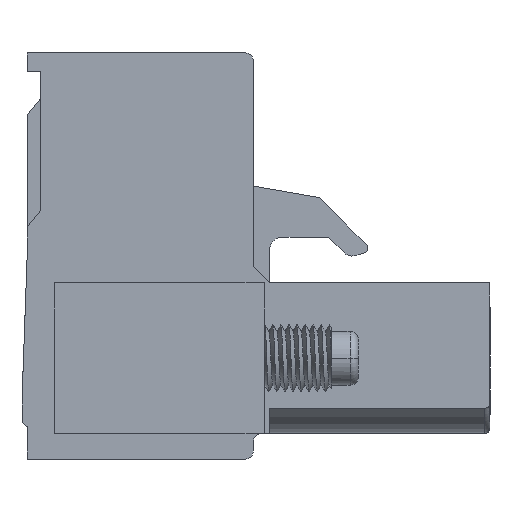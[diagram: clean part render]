
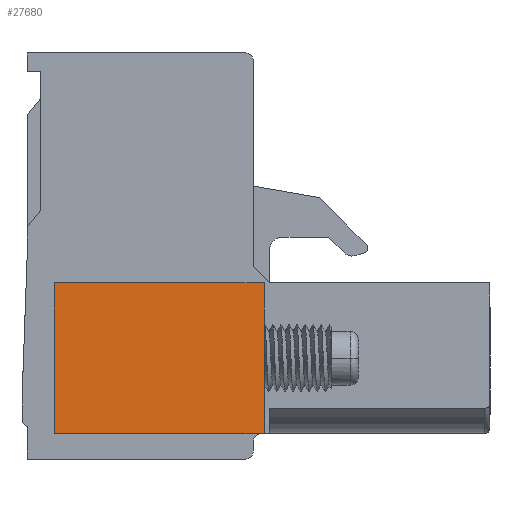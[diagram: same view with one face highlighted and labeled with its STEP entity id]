
A CAD part, left-side view. The second image highlights one B-rep face of the part: STEP entity #27680.
In plain terms, the highlighted planar face has unit normal (-1, 0, 0).
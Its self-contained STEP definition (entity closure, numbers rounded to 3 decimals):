
#262 = CARTESIAN_POINT ( 'NONE',  ( -5., 8.4, 0.95 ) ) ;
#1044 = CARTESIAN_POINT ( 'NONE',  ( -5., 16.2, 6.55 ) ) ;
#1137 = DIRECTION ( 'NONE',  ( 0., -1., 0. ) ) ;
#1432 = ORIENTED_EDGE ( 'NONE', *, *, #25810, .F. ) ;
#5366 = VECTOR ( 'NONE', #16748, 1000. ) ;
#8065 = VERTEX_POINT ( 'NONE', #17458 ) ;
#8193 = ORIENTED_EDGE ( 'NONE', *, *, #17896, .F. ) ;
#8564 = PLANE ( 'NONE',  #14344 ) ;
#8799 = CARTESIAN_POINT ( 'NONE',  ( -5., 16.2, 0.95 ) ) ;
#9918 = EDGE_CURVE ( 'NONE', #42706, #8065, #11086, .T. ) ;
#10144 = DIRECTION ( 'NONE',  ( 0., 0., 1. ) ) ;
#11028 = CARTESIAN_POINT ( 'NONE',  ( -5., 16.2, 0.95 ) ) ;
#11086 = LINE ( 'NONE', #21504, #31870 ) ;
#11351 = ORIENTED_EDGE ( 'NONE', *, *, #9918, .T. ) ;
#14344 = AXIS2_PLACEMENT_3D ( 'NONE', #8799, #30088, #30316 ) ;
#14672 = EDGE_CURVE ( 'NONE', #23862, #42706, #26446, .T. ) ;
#15285 = LINE ( 'NONE', #1044, #23292 ) ;
#16748 = DIRECTION ( 'NONE',  ( 0., 0., 1. ) ) ;
#17458 = CARTESIAN_POINT ( 'NONE',  ( -5., 8.4, 6.55 ) ) ;
#17896 = EDGE_CURVE ( 'NONE', #28795, #8065, #15285, .T. ) ;
#18172 = CARTESIAN_POINT ( 'NONE',  ( -5., 16.2, 6.55 ) ) ;
#19674 = FACE_OUTER_BOUND ( 'NONE', #20897, .T. ) ;
#20897 = EDGE_LOOP ( 'NONE', ( #11351, #8193, #1432, #27374 ) ) ;
#21504 = CARTESIAN_POINT ( 'NONE',  ( -5., 8.4, 0.95 ) ) ;
#23292 = VECTOR ( 'NONE', #39587, 1000. ) ;
#23862 = VERTEX_POINT ( 'NONE', #27884 ) ;
#25810 = EDGE_CURVE ( 'NONE', #23862, #28795, #31802, .T. ) ;
#26446 = LINE ( 'NONE', #11028, #28446 ) ;
#27374 = ORIENTED_EDGE ( 'NONE', *, *, #14672, .T. ) ;
#27680 = ADVANCED_FACE ( 'NONE', ( #19674 ), #8564, .T. ) ;
#27884 = CARTESIAN_POINT ( 'NONE',  ( -5., 16.2, 0.95 ) ) ;
#28446 = VECTOR ( 'NONE', #1137, 1000. ) ;
#28795 = VERTEX_POINT ( 'NONE', #18172 ) ;
#30088 = DIRECTION ( 'NONE',  ( -1., 0., 0. ) ) ;
#30316 = DIRECTION ( 'NONE',  ( 0., -1., 0. ) ) ;
#31802 = LINE ( 'NONE', #34566, #5366 ) ;
#31870 = VECTOR ( 'NONE', #10144, 1000. ) ;
#34566 = CARTESIAN_POINT ( 'NONE',  ( -5., 16.2, 0.95 ) ) ;
#39587 = DIRECTION ( 'NONE',  ( 0., -1., 0. ) ) ;
#42706 = VERTEX_POINT ( 'NONE', #262 ) ;
